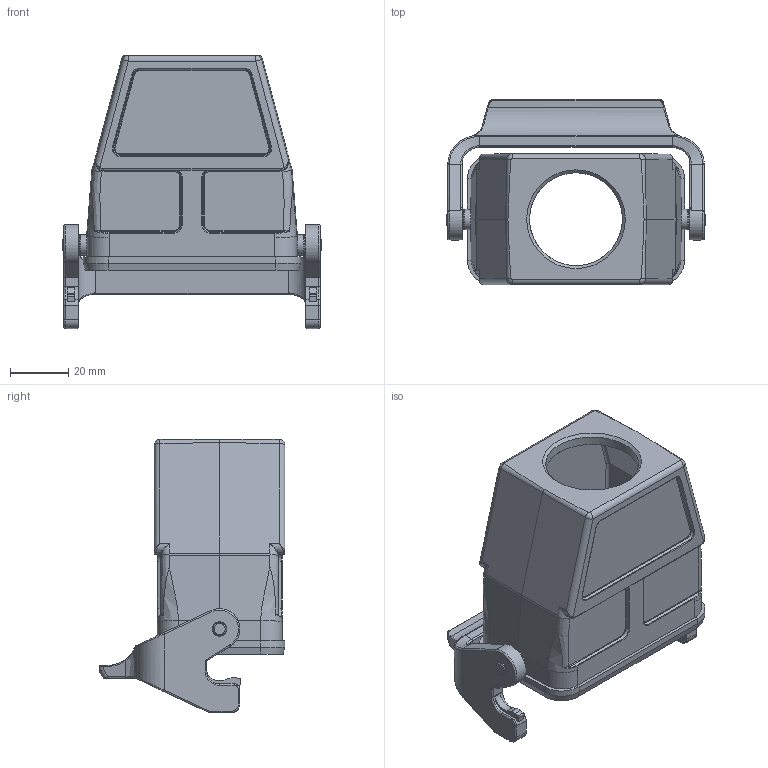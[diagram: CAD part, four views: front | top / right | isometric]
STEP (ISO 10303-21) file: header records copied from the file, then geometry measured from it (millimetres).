
FILE_DESCRIPTION(/* description */ (''),/* implementation_level */ '2;1');
FILE_NAME(/* name */ '100625685ugm000_b.stp',/* time_stamp */ '2017-10-30T15:05:33+01:00',/* author */ (''),/* organization */ (''),/* preprocessor_version */ 'ST-DEVELOPER v16',/* originating_system */ 'SIEMENS PLM Software NX 10.0',/* authorisation */ '');
FILE_SCHEMA (('AUTOMOTIVE_DESIGN { 1 0 10303 214 3 1 1 1 }'));
Length unit declared in the file: millimetre
Products named in the file (1): 100625685ugm000_b
Bounding box: 89.2 x 64 x 94.1 mm (x, y, z)
Volume: 75825.1 mm3; surface area: 42023.5 mm2
Topology: 2 solids, 4 shells, 669 faces, 1725 edges, 1076 vertices
Faces by surface type: plane 258, cylinder 193, bspline 113, torus 52, cone 43, sphere 10
Full cylindrical faces by diameter (mm): 2.05 x2, 3 x4, 4 x2, 4.8 x2, 5.1 x2, 7 x2, 32 x1
Entity records: 26875 total; most frequent: CARTESIAN_POINT 9417, ORIENTED_EDGE 3232, DIRECTION 2976, EDGE_CURVE 1616, AXIS2_PLACEMENT_3D 1094, VERTEX_POINT 1012, LINE 788, VECTOR 788
